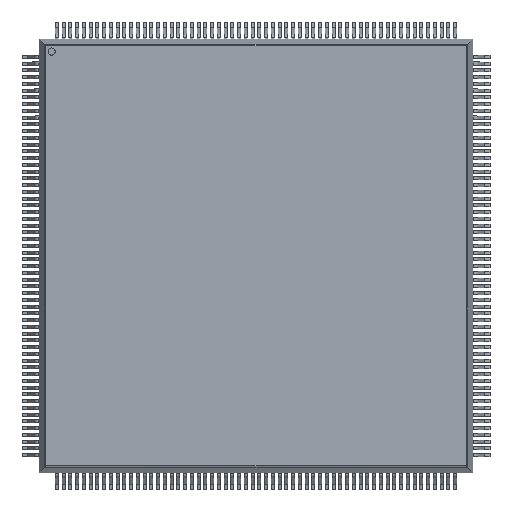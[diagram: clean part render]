
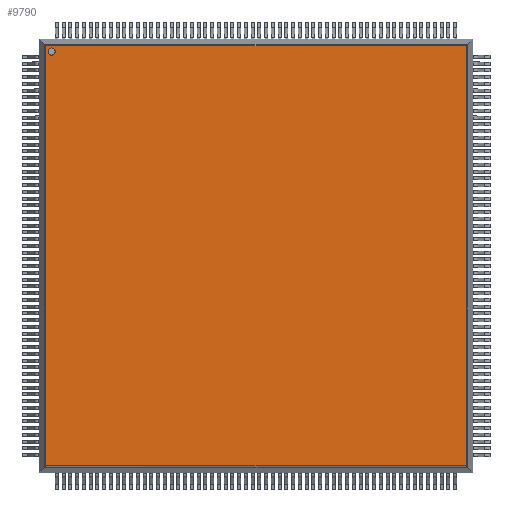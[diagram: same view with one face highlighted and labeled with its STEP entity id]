
A CAD part, top view. The second image highlights one B-rep face of the part: STEP entity #9790.
In plain terms, the highlighted planar face has unit normal (0, 0, 1).
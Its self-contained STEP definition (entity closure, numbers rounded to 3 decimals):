
#9740=CARTESIAN_POINT('',(-15.136,14.872,4.25));
#9741=VERTEX_POINT('',#9740);
#9742=CARTESIAN_POINT('',(-15.136,15.136,4.25));
#9743=DIRECTION('',(0.0,-0.0,1.0));
#9744=DIRECTION('',(0.0,-1.0,-0.0));
#9745=AXIS2_PLACEMENT_3D('',#9742,#9743,#9744);
#9746=CIRCLE('',#9745,0.264);
#9747=EDGE_CURVE('n� 674',#9741,#9741,#9746,.T.);
#9748=ORIENTED_EDGE('',*,*,#9747,.F.);
#9749=EDGE_LOOP('',(#9748));
#9750=FACE_OUTER_BOUND('',#9749,.T.);
#9751=CARTESIAN_POINT('',(-15.555,15.555,4.25));
#9752=VERTEX_POINT('',#9751);
#9753=CARTESIAN_POINT('',(-15.555,-15.555,4.25));
#9754=VERTEX_POINT('',#9753);
#9755=CARTESIAN_POINT('',(-15.555,-15.636,4.25));
#9756=DIRECTION('',(0.0,-1.0,-0.0));
#9757=VECTOR('',#9756,1.0);
#9758=LINE('',#9755,#9757);
#9759=EDGE_CURVE('n� 467',#9752,#9754,#9758,.T.);
#9760=ORIENTED_EDGE('',*,*,#9759,.T.);
#9761=CARTESIAN_POINT('',(15.555,-15.555,4.25));
#9762=VERTEX_POINT('',#9761);
#9763=CARTESIAN_POINT('',(15.636,-15.555,4.25));
#9764=DIRECTION('',(1.0,0.0,0.0));
#9765=VECTOR('',#9764,1.0);
#9766=LINE('',#9763,#9765);
#9767=EDGE_CURVE('n� 470',#9754,#9762,#9766,.T.);
#9768=ORIENTED_EDGE('',*,*,#9767,.T.);
#9769=CARTESIAN_POINT('',(15.555,15.555,4.25));
#9770=VERTEX_POINT('',#9769);
#9771=CARTESIAN_POINT('',(15.555,15.636,4.25));
#9772=DIRECTION('',(-0.0,1.0,0.0));
#9773=VECTOR('',#9772,1.0);
#9774=LINE('',#9771,#9773);
#9775=EDGE_CURVE('n� 459',#9762,#9770,#9774,.T.);
#9776=ORIENTED_EDGE('',*,*,#9775,.T.);
#9777=CARTESIAN_POINT('',(-15.636,15.555,4.25));
#9778=DIRECTION('',(-1.0,-0.0,0.0));
#9779=VECTOR('',#9778,1.0);
#9780=LINE('',#9777,#9779);
#9781=EDGE_CURVE('n� 463',#9770,#9752,#9780,.T.);
#9782=ORIENTED_EDGE('',*,*,#9781,.T.);
#9783=EDGE_LOOP('',(#9760,#9768,#9776,#9782));
#9784=FACE_BOUND('',#9783,.T.);
#9785=CARTESIAN_POINT('',(-16.05,16.05,4.25));
#9786=DIRECTION('',(0.0,0.0,-1.0));
#9787=DIRECTION('',(0.0,1.0,0.0));
#9788=AXIS2_PLACEMENT_3D('',#9785,#9786,#9787);
#9789=PLANE('',#9788);
#9790=ADVANCED_FACE('n� 1',(#9750,#9784),#9789,.F.);
